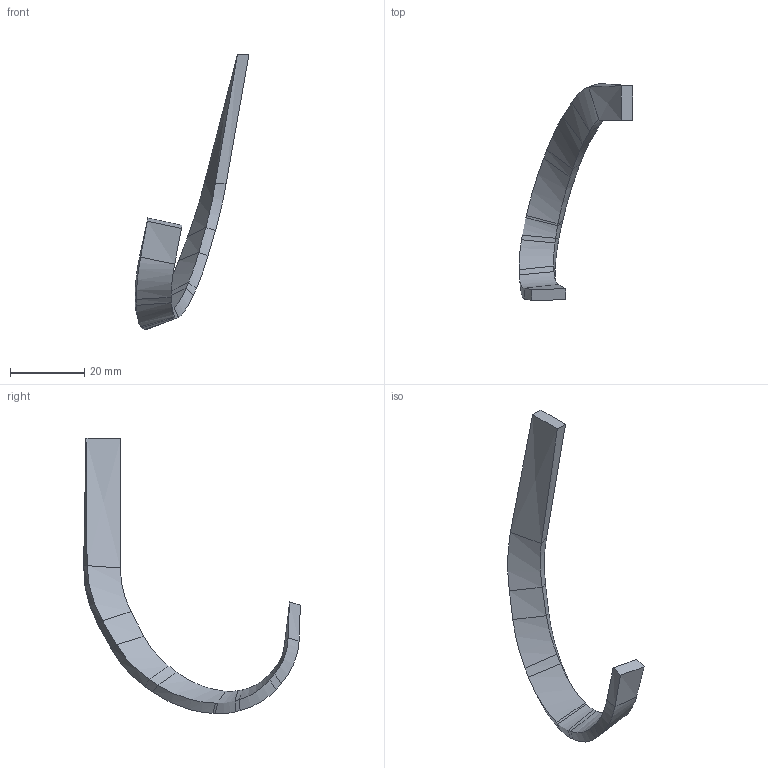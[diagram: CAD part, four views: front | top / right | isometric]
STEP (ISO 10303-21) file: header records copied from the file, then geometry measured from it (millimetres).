
FILE_DESCRIPTION (( 'STEP AP214' ), '1' );
FILE_NAME ('Scissor Cable.STEP', '2021-12-10T01:26:31', ( '' ), ( '' ), 'SwSTEP 2.0', 'SolidWorks 2019', '' );
FILE_SCHEMA (( 'AUTOMOTIVE_DESIGN' ));
Length unit declared in the file: millimetre
Products named in the file (1): Scissor Cable
Bounding box: 30.61 x 58.22 x 73.88 mm (x, y, z)
Volume: 3601.5 mm3; surface area: 3219.4 mm2
Topology: 1 solids, 1 shells, 54 faces, 108 edges, 56 vertices
Faces by surface type: bspline 52, plane 2
Entity records: 1774 total; most frequent: CARTESIAN_POINT 967, ORIENTED_EDGE 216, EDGE_CURVE 108, DIRECTION 62, LINE 56, VERTEX_POINT 56, VECTOR 56, ADVANCED_FACE 54
